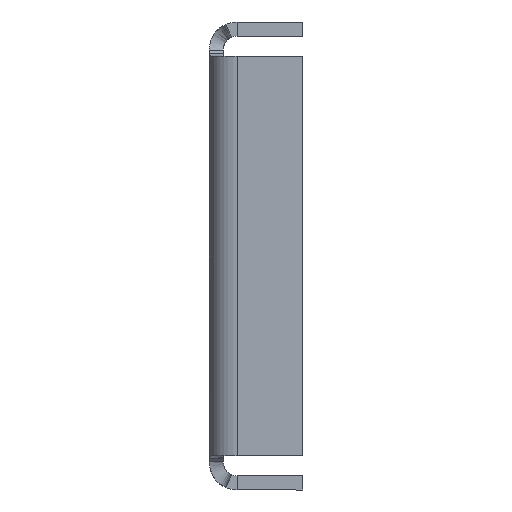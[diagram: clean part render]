
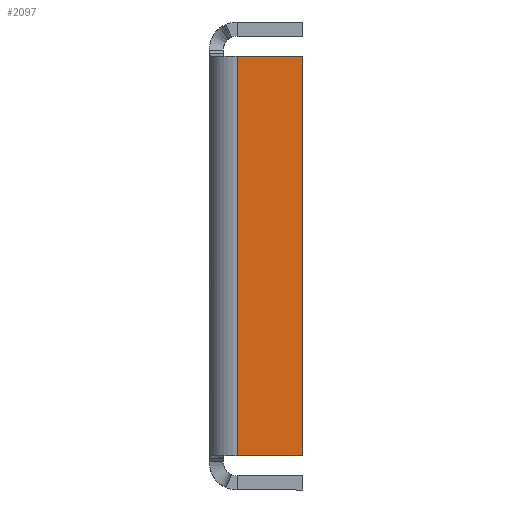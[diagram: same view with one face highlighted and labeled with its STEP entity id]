
A CAD part, left-side view. The second image highlights one B-rep face of the part: STEP entity #2097.
In plain terms, the highlighted planar face has unit normal (-1, 0, 0).
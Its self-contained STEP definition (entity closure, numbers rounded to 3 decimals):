
#47 = AXIS2_PLACEMENT_3D ( 'NONE', #2139, #1967, #1410 ) ;
#66 = VERTEX_POINT ( 'NONE', #1680 ) ;
#123 = DIRECTION ( 'NONE',  ( 0., 0., -1. ) ) ;
#126 = EDGE_CURVE ( 'NONE', #66, #482, #1763, .T. ) ;
#206 = EDGE_LOOP ( 'NONE', ( #996, #401, #1327, #1336 ) ) ;
#262 = VECTOR ( 'NONE', #123, 1000. ) ;
#398 = EDGE_CURVE ( 'NONE', #1433, #1701, #2227, .T. ) ;
#401 = ORIENTED_EDGE ( 'NONE', *, *, #398, .T. ) ;
#406 = LINE ( 'NONE', #1144, #2190 ) ;
#482 = VERTEX_POINT ( 'NONE', #1556 ) ;
#501 = EDGE_CURVE ( 'NONE', #482, #1701, #406, .T. ) ;
#698 = PLANE ( 'NONE',  #47 ) ;
#830 = VECTOR ( 'NONE', #2064, 1000. ) ;
#996 = ORIENTED_EDGE ( 'NONE', *, *, #2177, .F. ) ;
#1092 = CARTESIAN_POINT ( 'NONE',  ( -173.5, -0.654, 21.346 ) ) ;
#1144 = CARTESIAN_POINT ( 'NONE',  ( -173.5, -0.654, -21.346 ) ) ;
#1149 = CARTESIAN_POINT ( 'NONE',  ( -173.5, -3., 0. ) ) ;
#1327 = ORIENTED_EDGE ( 'NONE', *, *, #501, .F. ) ;
#1336 = ORIENTED_EDGE ( 'NONE', *, *, #126, .F. ) ;
#1410 = DIRECTION ( 'NONE',  ( 0., 0., 1. ) ) ;
#1428 = CARTESIAN_POINT ( 'NONE',  ( -173.5, -3., 21.346 ) ) ;
#1433 = VERTEX_POINT ( 'NONE', #1428 ) ;
#1556 = CARTESIAN_POINT ( 'NONE',  ( -173.5, -10., -21.346 ) ) ;
#1680 = CARTESIAN_POINT ( 'NONE',  ( -173.5, -10., 21.346 ) ) ;
#1701 = VERTEX_POINT ( 'NONE', #1991 ) ;
#1703 = DIRECTION ( 'NONE',  ( 0., 1., 0. ) ) ;
#1763 = LINE ( 'NONE', #2101, #262 ) ;
#1783 = VECTOR ( 'NONE', #2185, 1000. ) ;
#1967 = DIRECTION ( 'NONE',  ( -1., 0., 0. ) ) ;
#1991 = CARTESIAN_POINT ( 'NONE',  ( -173.5, -3., -21.346 ) ) ;
#2011 = LINE ( 'NONE', #1092, #1783 ) ;
#2064 = DIRECTION ( 'NONE',  ( 0., 0., -1. ) ) ;
#2097 = ADVANCED_FACE ( 'NONE', ( #2318 ), #698, .T. ) ;
#2101 = CARTESIAN_POINT ( 'NONE',  ( -173.5, -10., -21.346 ) ) ;
#2139 = CARTESIAN_POINT ( 'NONE',  ( -173.5, 170.693, 0. ) ) ;
#2177 = EDGE_CURVE ( 'NONE', #1433, #66, #2011, .T. ) ;
#2185 = DIRECTION ( 'NONE',  ( 0., -1., 0. ) ) ;
#2190 = VECTOR ( 'NONE', #1703, 1000. ) ;
#2227 = LINE ( 'NONE', #1149, #830 ) ;
#2318 = FACE_OUTER_BOUND ( 'NONE', #206, .T. ) ;
